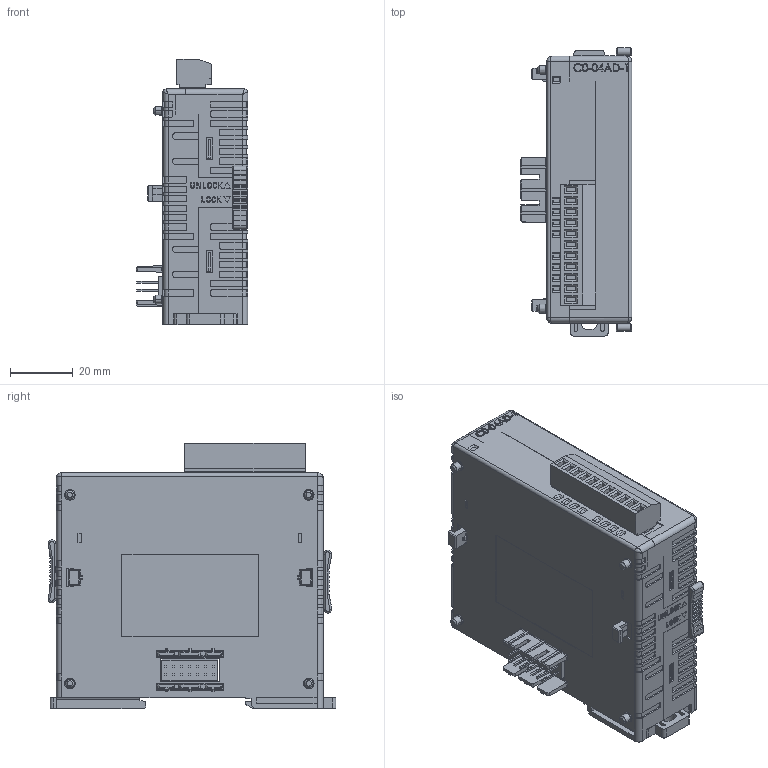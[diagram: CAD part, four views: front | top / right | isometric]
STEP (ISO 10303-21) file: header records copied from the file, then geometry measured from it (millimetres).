
FILE_DESCRIPTION (( 'STEP AP214' ), '1' );
FILE_NAME ('C0-04AD-1.STEP', '2013-12-17T16:13:02', ( '' ), ( '' ), 'SwSTEP 2.0', 'SolidWorks 2013', '' );
FILE_SCHEMA (( 'AUTOMOTIVE_DESIGN' ));
Length unit declared in the file: millimetre
Products named in the file (1): C0-04AD-1
Bounding box: 35.55 x 91.6 x 84.4 mm (x, y, z)
Volume: 162507.5 mm3; surface area: 31788.7 mm2
Topology: 1 solids, 14 shells, 3783 faces, 10504 edges, 6906 vertices
Faces by surface type: plane 2697, cylinder 968, cone 60, bspline 38, torus 16, sphere 4
Entity records: 163252 total; most frequent: CARTESIAN_POINT 24158, ORIENTED_EDGE 20992, DIRECTION 19879, EDGE_CURVE 10496, LINE 8361, VECTOR 8361, VERTEX_POINT 6906, AXIS2_PLACEMENT_3D 5759
